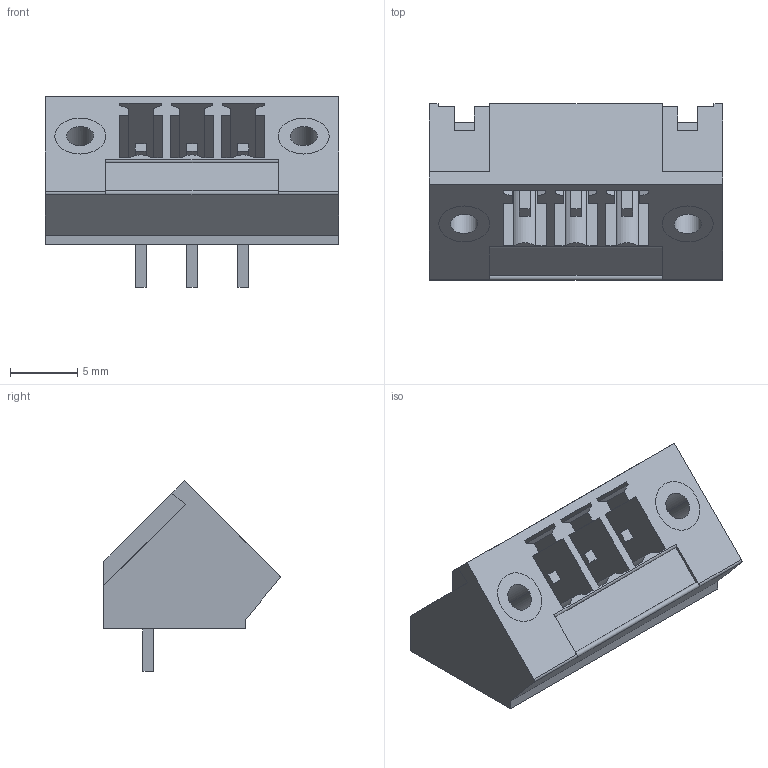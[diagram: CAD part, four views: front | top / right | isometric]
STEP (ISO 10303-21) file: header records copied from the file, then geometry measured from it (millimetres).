
FILE_DESCRIPTION(('CATIA V5 STEP Exchange','CAx-IF Rec.Pracs.--- Model Styling and Organization---1.2---2011-12-15'),'2;1');
FILE_NAME ('D1460938_0', '2018-04-23T07:39:39+00:00', ('none'), ('Weidmueller'), 'CATIA Version 5-6 Release 2014', 'CATIA V5 STEP AP214', 'none');
FILE_SCHEMA(('AUTOMOTIVE_DESIGN { 1 0 10303 214 1 1 1 1 }'));
Length unit declared in the file: millimetre
Products named in the file (1): 1976750000
Bounding box: 21.82 x 13.1 x 14.2 mm (x, y, z)
Volume: 1099.2 mm3; surface area: 2538.9 mm2
Topology: 6 solids, 6 shells, 219 faces, 614 edges, 410 vertices
Faces by surface type: plane 184, cylinder 35
Entity records: 7052 total; most frequent: CARTESIAN_POINT 1241, ORIENTED_EDGE 1228, DIRECTION 1012, EDGE_CURVE 614, VECTOR 544, LINE 544, VERTEX_POINT 410, AXIS2_PLACEMENT_3D 269
